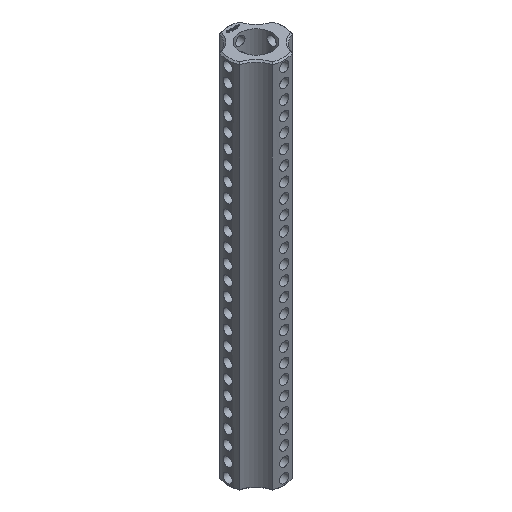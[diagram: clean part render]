
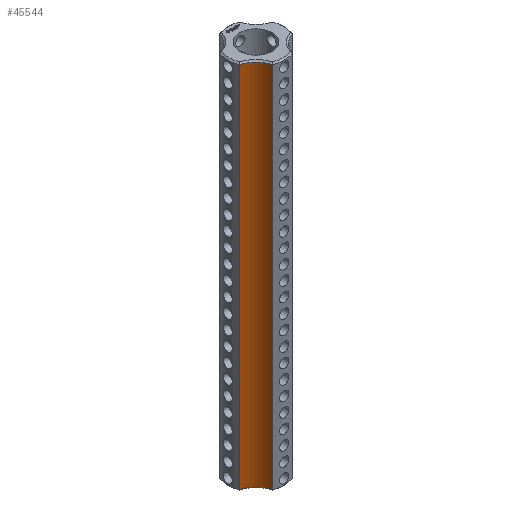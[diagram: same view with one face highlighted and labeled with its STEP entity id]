
A CAD part, isometric view. The second image highlights one B-rep face of the part: STEP entity #45544.
In plain terms, the highlighted cylindrical face has radius 5 mm (diameter 10 mm), a partial arc.
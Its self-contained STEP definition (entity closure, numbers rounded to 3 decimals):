
#5675 = CYLINDRICAL_SURFACE('',#5676,6.25);
#5676 = AXIS2_PLACEMENT_3D('',#5677,#5678,#5679);
#5677 = CARTESIAN_POINT('',(0.,0.,0.));
#5678 = DIRECTION('',(-0.,-0.,-1.));
#5679 = DIRECTION('',(1.,0.,0.));
#12583 = EDGE_CURVE('',#12584,#12586,#12588,.T.);
#12584 = VERTEX_POINT('',#12585);
#12585 = CARTESIAN_POINT('',(-2.225,-5.841,0.3));
#12586 = VERTEX_POINT('',#12587);
#12587 = CARTESIAN_POINT('',(-2.225,-5.841,80.95));
#12588 = SURFACE_CURVE('',#12589,(#12593,#12600),.PCURVE_S1.);
#12589 = LINE('',#12590,#12591);
#12590 = CARTESIAN_POINT('',(-2.225,-5.841,0.));
#12591 = VECTOR('',#12592,1.);
#12592 = DIRECTION('',(0.,0.,1.));
#12593 = PCURVE('',#5675,#12594);
#12594 = DEFINITIONAL_REPRESENTATION('',(#12595),#12599);
#12595 = LINE('',#12596,#12597);
#12596 = CARTESIAN_POINT('',(-4.348,0.));
#12597 = VECTOR('',#12598,1.);
#12598 = DIRECTION('',(-0.,-1.));
#12599 = ( GEOMETRIC_REPRESENTATION_CONTEXT(2) 
PARAMETRIC_REPRESENTATION_CONTEXT() REPRESENTATION_CONTEXT('2D SPACE',''
  ) );
#12600 = PCURVE('',#12601,#12606);
#12601 = CYLINDRICAL_SURFACE('',#12602,5.);
#12602 = AXIS2_PLACEMENT_3D('',#12603,#12604,#12605);
#12603 = CARTESIAN_POINT('',(-7.071,-7.071,0.));
#12604 = DIRECTION('',(-0.,-0.,-1.));
#12605 = DIRECTION('',(1.,0.,0.));
#12606 = DEFINITIONAL_REPRESENTATION('',(#12607),#12611);
#12607 = LINE('',#12608,#12609);
#12608 = CARTESIAN_POINT('',(-0.249,0.));
#12609 = VECTOR('',#12610,1.);
#12610 = DIRECTION('',(-0.,-1.));
#12611 = ( GEOMETRIC_REPRESENTATION_CONTEXT(2) 
PARAMETRIC_REPRESENTATION_CONTEXT() REPRESENTATION_CONTEXT('2D SPACE',''
  ) );
#17055 = CONICAL_SURFACE('',#17056,5.,0.785);
#17056 = AXIS2_PLACEMENT_3D('',#17057,#17058,#17059);
#17057 = CARTESIAN_POINT('',(-7.071,-7.071,0.3));
#17058 = DIRECTION('',(-0.,-0.,-1.));
#17059 = DIRECTION('',(0.969,0.246,0.));
#17257 = CONICAL_SURFACE('',#17258,5.,0.785);
#17258 = AXIS2_PLACEMENT_3D('',#17259,#17260,#17261);
#17259 = CARTESIAN_POINT('',(-7.071,-7.071,80.95));
#17260 = DIRECTION('',(0.,0.,1.));
#17261 = DIRECTION('',(0.969,0.246,0.));
#45544 = ADVANCED_FACE('',(#45545),#12601,.F.);
#45545 = FACE_BOUND('',#45546,.T.);
#45546 = EDGE_LOOP('',(#45547,#45548,#45572,#45600));
#45547 = ORIENTED_EDGE('',*,*,#12583,.T.);
#45548 = ORIENTED_EDGE('',*,*,#45549,.T.);
#45549 = EDGE_CURVE('',#12586,#45550,#45552,.T.);
#45550 = VERTEX_POINT('',#45551);
#45551 = CARTESIAN_POINT('',(-5.841,-2.225,80.95));
#45552 = SURFACE_CURVE('',#45553,(#45558,#45565),.PCURVE_S1.);
#45553 = CIRCLE('',#45554,5.);
#45554 = AXIS2_PLACEMENT_3D('',#45555,#45556,#45557);
#45555 = CARTESIAN_POINT('',(-7.071,-7.071,80.95));
#45556 = DIRECTION('',(0.,-0.,1.));
#45557 = DIRECTION('',(0.969,0.246,0.));
#45558 = PCURVE('',#12601,#45559);
#45559 = DEFINITIONAL_REPRESENTATION('',(#45560),#45564);
#45560 = LINE('',#45561,#45562);
#45561 = CARTESIAN_POINT('',(-0.249,-80.95));
#45562 = VECTOR('',#45563,1.);
#45563 = DIRECTION('',(-1.,0.));
#45564 = ( GEOMETRIC_REPRESENTATION_CONTEXT(2) 
PARAMETRIC_REPRESENTATION_CONTEXT() REPRESENTATION_CONTEXT('2D SPACE',''
  ) );
#45565 = PCURVE('',#17257,#45566);
#45566 = DEFINITIONAL_REPRESENTATION('',(#45567),#45571);
#45567 = LINE('',#45568,#45569);
#45568 = CARTESIAN_POINT('',(0.,0.));
#45569 = VECTOR('',#45570,1.);
#45570 = DIRECTION('',(1.,0.));
#45571 = ( GEOMETRIC_REPRESENTATION_CONTEXT(2) 
PARAMETRIC_REPRESENTATION_CONTEXT() REPRESENTATION_CONTEXT('2D SPACE',''
  ) );
#45572 = ORIENTED_EDGE('',*,*,#45573,.F.);
#45573 = EDGE_CURVE('',#45574,#45550,#45576,.T.);
#45574 = VERTEX_POINT('',#45575);
#45575 = CARTESIAN_POINT('',(-5.841,-2.225,0.3));
#45576 = SURFACE_CURVE('',#45577,(#45581,#45588),.PCURVE_S1.);
#45577 = LINE('',#45578,#45579);
#45578 = CARTESIAN_POINT('',(-5.841,-2.225,0.));
#45579 = VECTOR('',#45580,1.);
#45580 = DIRECTION('',(0.,0.,1.));
#45581 = PCURVE('',#12601,#45582);
#45582 = DEFINITIONAL_REPRESENTATION('',(#45583),#45587);
#45583 = LINE('',#45584,#45585);
#45584 = CARTESIAN_POINT('',(-1.322,0.));
#45585 = VECTOR('',#45586,1.);
#45586 = DIRECTION('',(-0.,-1.));
#45587 = ( GEOMETRIC_REPRESENTATION_CONTEXT(2) 
PARAMETRIC_REPRESENTATION_CONTEXT() REPRESENTATION_CONTEXT('2D SPACE',''
  ) );
#45588 = PCURVE('',#45589,#45594);
#45589 = CYLINDRICAL_SURFACE('',#45590,6.25);
#45590 = AXIS2_PLACEMENT_3D('',#45591,#45592,#45593);
#45591 = CARTESIAN_POINT('',(0.,0.,0.));
#45592 = DIRECTION('',(-0.,-0.,-1.));
#45593 = DIRECTION('',(1.,0.,0.));
#45594 = DEFINITIONAL_REPRESENTATION('',(#45595),#45599);
#45595 = LINE('',#45596,#45597);
#45596 = CARTESIAN_POINT('',(-3.506,0.));
#45597 = VECTOR('',#45598,1.);
#45598 = DIRECTION('',(-0.,-1.));
#45599 = ( GEOMETRIC_REPRESENTATION_CONTEXT(2) 
PARAMETRIC_REPRESENTATION_CONTEXT() REPRESENTATION_CONTEXT('2D SPACE',''
  ) );
#45600 = ORIENTED_EDGE('',*,*,#45601,.F.);
#45601 = EDGE_CURVE('',#12584,#45574,#45602,.T.);
#45602 = SURFACE_CURVE('',#45603,(#45608,#45615),.PCURVE_S1.);
#45603 = CIRCLE('',#45604,5.);
#45604 = AXIS2_PLACEMENT_3D('',#45605,#45606,#45607);
#45605 = CARTESIAN_POINT('',(-7.071,-7.071,0.3));
#45606 = DIRECTION('',(0.,-0.,1.));
#45607 = DIRECTION('',(0.969,0.246,0.));
#45608 = PCURVE('',#12601,#45609);
#45609 = DEFINITIONAL_REPRESENTATION('',(#45610),#45614);
#45610 = LINE('',#45611,#45612);
#45611 = CARTESIAN_POINT('',(-0.249,-0.3));
#45612 = VECTOR('',#45613,1.);
#45613 = DIRECTION('',(-1.,0.));
#45614 = ( GEOMETRIC_REPRESENTATION_CONTEXT(2) 
PARAMETRIC_REPRESENTATION_CONTEXT() REPRESENTATION_CONTEXT('2D SPACE',''
  ) );
#45615 = PCURVE('',#17055,#45616);
#45616 = DEFINITIONAL_REPRESENTATION('',(#45617),#45621);
#45617 = LINE('',#45618,#45619);
#45618 = CARTESIAN_POINT('',(-0.,0.));
#45619 = VECTOR('',#45620,1.);
#45620 = DIRECTION('',(-1.,0.));
#45621 = ( GEOMETRIC_REPRESENTATION_CONTEXT(2) 
PARAMETRIC_REPRESENTATION_CONTEXT() REPRESENTATION_CONTEXT('2D SPACE',''
  ) );
